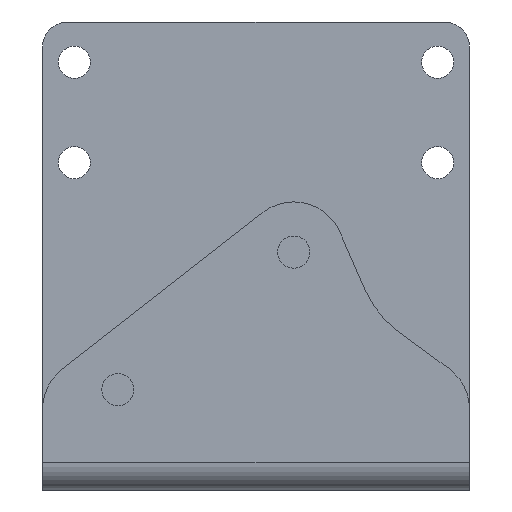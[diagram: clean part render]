
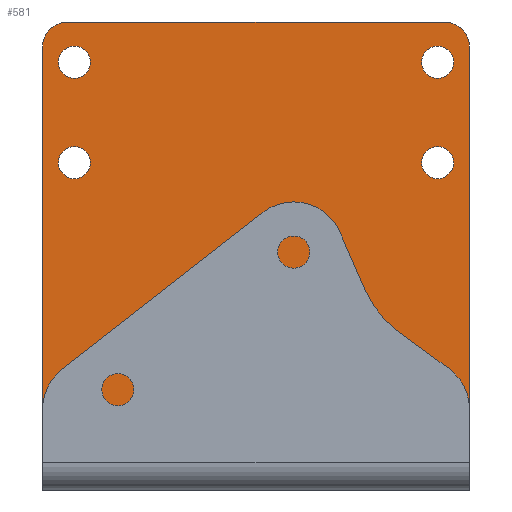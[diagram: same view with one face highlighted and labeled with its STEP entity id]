
A CAD part, front view. The second image highlights one B-rep face of the part: STEP entity #581.
In plain terms, the highlighted planar face has unit normal (0, -1, 0).
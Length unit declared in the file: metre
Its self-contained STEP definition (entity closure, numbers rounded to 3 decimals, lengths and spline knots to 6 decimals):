
#13=CIRCLE('',#628,0.005);
#15=CIRCLE('',#632,0.005);
#16=CIRCLE('',#635,0.0032);
#17=CIRCLE('',#636,0.0032);
#18=CIRCLE('',#637,0.0032);
#19=CIRCLE('',#638,0.0032);
#80=ORIENTED_EDGE('',*,*,#236,.T.);
#81=ORIENTED_EDGE('',*,*,#237,.T.);
#82=ORIENTED_EDGE('',*,*,#238,.T.);
#83=ORIENTED_EDGE('',*,*,#239,.T.);
#84=ORIENTED_EDGE('',*,*,#235,.F.);
#85=ORIENTED_EDGE('',*,*,#240,.F.);
#86=ORIENTED_EDGE('',*,*,#223,.T.);
#87=ORIENTED_EDGE('',*,*,#226,.T.);
#88=ORIENTED_EDGE('',*,*,#229,.T.);
#89=ORIENTED_EDGE('',*,*,#232,.T.);
#223=EDGE_CURVE('',#301,#303,#355,.T.);
#226=EDGE_CURVE('',#303,#305,#13,.T.);
#229=EDGE_CURVE('',#305,#307,#359,.T.);
#232=EDGE_CURVE('',#307,#309,#15,.T.);
#235=EDGE_CURVE('',#311,#309,#363,.T.);
#236=EDGE_CURVE('',#312,#312,#16,.T.);
#237=EDGE_CURVE('',#313,#313,#17,.T.);
#238=EDGE_CURVE('',#314,#314,#18,.T.);
#239=EDGE_CURVE('',#315,#315,#19,.T.);
#240=EDGE_CURVE('',#301,#311,#364,.F.);
#301=VERTEX_POINT('',#883);
#303=VERTEX_POINT('',#887);
#305=VERTEX_POINT('',#893);
#307=VERTEX_POINT('',#899);
#309=VERTEX_POINT('',#905);
#311=VERTEX_POINT('',#911);
#312=VERTEX_POINT('',#915);
#313=VERTEX_POINT('',#917);
#314=VERTEX_POINT('',#919);
#315=VERTEX_POINT('',#921);
#355=LINE('',#888,#403);
#359=LINE('',#900,#407);
#363=LINE('',#912,#411);
#364=LINE('',#922,#412);
#403=VECTOR('',#700,1.);
#407=VECTOR('',#712,1.);
#411=VECTOR('',#724,1.);
#412=VECTOR('',#735,1.);
#453=EDGE_LOOP('',(#80));
#454=EDGE_LOOP('',(#81));
#455=EDGE_LOOP('',(#82));
#456=EDGE_LOOP('',(#83));
#457=EDGE_LOOP('',(#84,#85,#86,#87,#88,#89));
#507=FACE_BOUND('',#453,.T.);
#508=FACE_BOUND('',#454,.T.);
#509=FACE_BOUND('',#455,.T.);
#510=FACE_BOUND('',#456,.T.);
#511=FACE_BOUND('',#457,.T.);
#559=PLANE('',#634);
#581=ADVANCED_FACE('',(#507,#508,#509,#510,#511),#559,.T.);
#628=AXIS2_PLACEMENT_3D('',#894,#706,#707);
#632=AXIS2_PLACEMENT_3D('',#906,#718,#719);
#634=AXIS2_PLACEMENT_3D('',#913,#725,#726);
#635=AXIS2_PLACEMENT_3D('',#914,#727,#728);
#636=AXIS2_PLACEMENT_3D('',#916,#729,#730);
#637=AXIS2_PLACEMENT_3D('',#918,#731,#732);
#638=AXIS2_PLACEMENT_3D('',#920,#733,#734);
#700=DIRECTION('',(0.,0.,1.));
#706=DIRECTION('',(0.,-1.,0.));
#707=DIRECTION('',(0.,0.,-1.));
#712=DIRECTION('',(-1.,0.,0.));
#718=DIRECTION('',(0.,-1.,0.));
#719=DIRECTION('',(0.,0.,-1.));
#724=DIRECTION('',(0.,0.,1.));
#725=DIRECTION('',(0.,-1.,0.));
#726=DIRECTION('',(1.,0.,0.));
#727=DIRECTION('',(0.,1.,0.));
#728=DIRECTION('',(0.,0.,1.));
#729=DIRECTION('',(0.,1.,0.));
#730=DIRECTION('',(0.,0.,1.));
#731=DIRECTION('',(0.,1.,0.));
#732=DIRECTION('',(0.,0.,1.));
#733=DIRECTION('',(0.,1.,0.));
#734=DIRECTION('',(0.,0.,1.));
#735=DIRECTION('',(1.,0.,0.));
#883=CARTESIAN_POINT('',(0.0425,0.,0.002261));
#887=CARTESIAN_POINT('',(0.0425,0.,0.085));
#888=CARTESIAN_POINT('',(0.0425,0.,0.0425));
#893=CARTESIAN_POINT('',(0.0375,0.,0.09));
#894=CARTESIAN_POINT('',(0.0375,0.,0.085));
#899=CARTESIAN_POINT('',(-0.0375,0.,0.09));
#900=CARTESIAN_POINT('',(0.,0.,0.09));
#905=CARTESIAN_POINT('',(-0.0425,0.,0.085));
#906=CARTESIAN_POINT('',(-0.0375,0.,0.085));
#911=CARTESIAN_POINT('',(-0.0425,0.,0.002261));
#912=CARTESIAN_POINT('',(-0.0425,0.,0.0425));
#913=CARTESIAN_POINT('',(0.,0.,0.045));
#914=CARTESIAN_POINT('',(-0.03615,0.,0.062));
#915=CARTESIAN_POINT('',(-0.03615,0.,0.0652));
#916=CARTESIAN_POINT('',(0.03615,0.,0.082));
#917=CARTESIAN_POINT('',(0.03615,0.,0.0852));
#918=CARTESIAN_POINT('',(0.03615,0.,0.062));
#919=CARTESIAN_POINT('',(0.03615,0.,0.0652));
#920=CARTESIAN_POINT('',(-0.03615,0.,0.082));
#921=CARTESIAN_POINT('',(-0.03615,0.,0.0852));
#922=CARTESIAN_POINT('',(0.,0.,0.002261));
